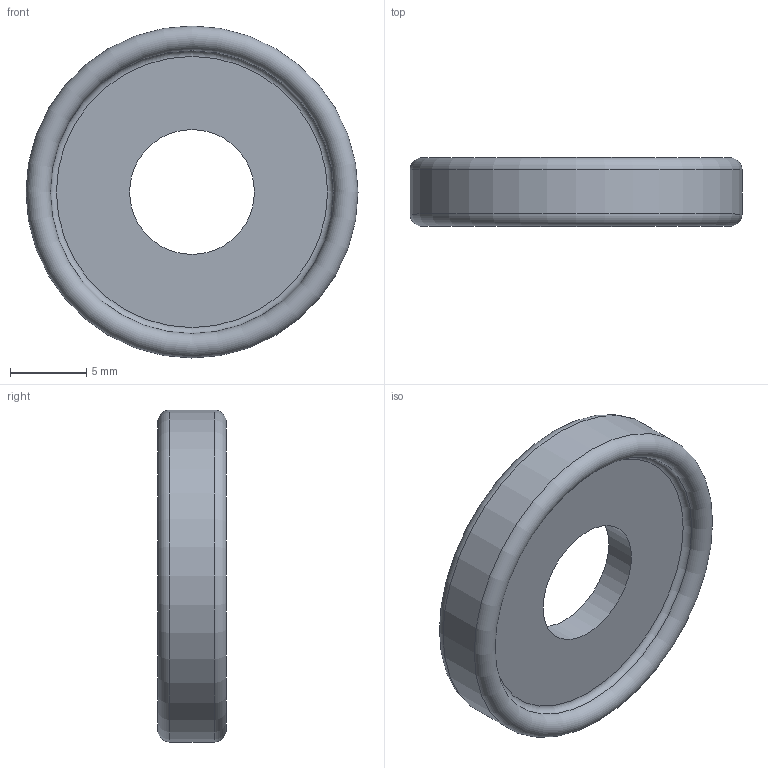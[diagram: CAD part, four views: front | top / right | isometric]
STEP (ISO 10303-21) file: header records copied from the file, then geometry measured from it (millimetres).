
FILE_DESCRIPTION(/* description */ ('TC-Dichtung_Fl25(NW10x1)_EPDM'),/* implementation_level */ '2;1');
FILE_NAME(/* name */ 'N0005_004_001_12.stp',/* time_stamp */ '2022-03-25T14:19:39+01:00',/* author */ ('Csasse'),/* organization */ ('Dockweiler AG '),/* preprocessor_version */ 'ST-DEVELOPER v18.1',/* originating_system */ 'Autodesk Inventor 2020',/* authorisation */ '');
FILE_SCHEMA (('AUTOMOTIVE_DESIGN { 1 0 10303 214 3 1 1 }'));
Length unit declared in the file: millimetre
Products named in the file (1): N0005_004_001_12
Bounding box: 21.8 x 4.5 x 21.8 mm (x, y, z)
Volume: 885.7 mm3; surface area: 1036 mm2
Topology: 1 solids, 1 shells, 8 faces, 24 edges, 18 vertices
Faces by surface type: torus 4, plane 2, cylinder 2
Full cylindrical faces by diameter (mm): 8.2 x1, 21.8 x1
Entity records: 351 total; most frequent: DIRECTION 64, CARTESIAN_POINT 51, ORIENTED_EDGE 48, AXIS2_PLACEMENT_3D 31, EDGE_CURVE 24, CIRCLE 22, VERTEX_POINT 18, EDGE_LOOP 10
